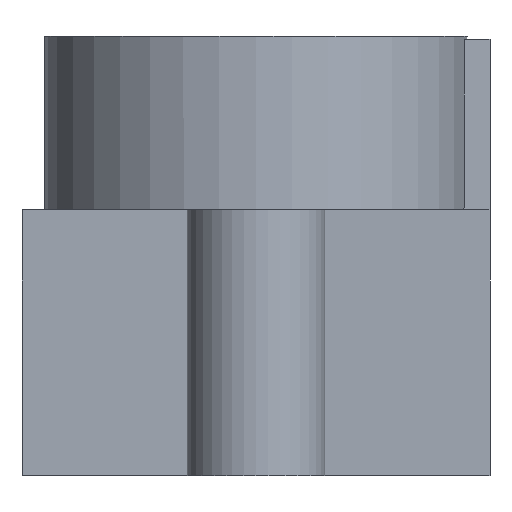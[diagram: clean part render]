
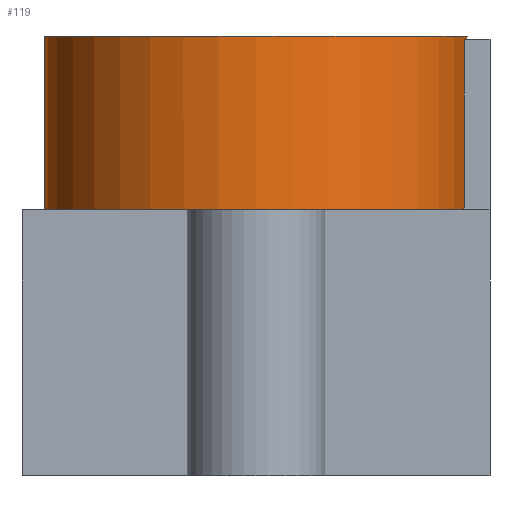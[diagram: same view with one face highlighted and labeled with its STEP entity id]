
A CAD part, left-side view. The second image highlights one B-rep face of the part: STEP entity #119.
In plain terms, the highlighted cylindrical face has radius 7.675 mm (diameter 15.35 mm), a full revolution.
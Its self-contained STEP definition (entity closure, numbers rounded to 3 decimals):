
#119 = ADVANCED_FACE( '', ( #247, #248 ), #249, .T. );
#247 = FACE_OUTER_BOUND( '', #368, .T. );
#248 = FACE_OUTER_BOUND( '', #369, .T. );
#249 = CYLINDRICAL_SURFACE( '', #370, 7.675 );
#368 = EDGE_LOOP( '', ( #653, #654, #655, #656 ) );
#369 = EDGE_LOOP( '', ( #657 ) );
#370 = AXIS2_PLACEMENT_3D( '', #658, #659, #660 );
#653 = ORIENTED_EDGE( '', *, *, #696, .T. );
#654 = ORIENTED_EDGE( '', *, *, #765, .F. );
#655 = ORIENTED_EDGE( '', *, *, #742, .T. );
#656 = ORIENTED_EDGE( '', *, *, #727, .F. );
#657 = ORIENTED_EDGE( '', *, *, #759, .T. );
#658 = CARTESIAN_POINT( '', ( 0., 0., 15.96 ) );
#659 = DIRECTION( '', ( 0., 0., 1. ) );
#660 = DIRECTION( '', ( -1., 0., 0. ) );
#696 = EDGE_CURVE( '', #832, #830, #833, .F. );
#727 = EDGE_CURVE( '', #832, #879, #880, .T. );
#742 = EDGE_CURVE( '', #903, #879, #904, .F. );
#759 = EDGE_CURVE( '', #925, #925, #926, .T. );
#765 = EDGE_CURVE( '', #903, #830, #933, .T. );
#830 = VERTEX_POINT( '', #1021 );
#832 = VERTEX_POINT( '', #1024 );
#833 = ELLIPSE( '', #1025, 322.441, 7.675 );
#879 = VERTEX_POINT( '', #1091 );
#880 = CIRCLE( '', #1092, 7.675 );
#903 = VERTEX_POINT( '', #1125 );
#904 = ELLIPSE( '', #1126, 322.441, 7.675 );
#925 = VERTEX_POINT( '', #1156 );
#926 = CIRCLE( '', #1157, 7.675 );
#933 = CIRCLE( '', #1165, 7.675 );
#1021 = CARTESIAN_POINT( '', ( -1.202, -7.58, 15.86 ) );
#1024 = CARTESIAN_POINT( '', ( -1.35, -7.555, 9.66 ) );
#1025 = AXIS2_PLACEMENT_3D( '', #1230, #1231, #1232 );
#1091 = CARTESIAN_POINT( '', ( 1.35, -7.555, 9.66 ) );
#1092 = AXIS2_PLACEMENT_3D( '', #1262, #1263, #1264 );
#1125 = CARTESIAN_POINT( '', ( 1.202, -7.58, 15.86 ) );
#1126 = AXIS2_PLACEMENT_3D( '', #1281, #1282, #1283 );
#1156 = CARTESIAN_POINT( '', ( 7.675, 0., 15.96 ) );
#1157 = AXIS2_PLACEMENT_3D( '', #1296, #1297, #1298 );
#1165 = AXIS2_PLACEMENT_3D( '', #1303, #1304, #1305 );
#1230 = CARTESIAN_POINT( '', ( 0., 0., 66.36 ) );
#1231 = DIRECTION( '', ( 1., 0., -0.024 ) );
#1232 = DIRECTION( '', ( -0.024, 0., -1. ) );
#1262 = CARTESIAN_POINT( '', ( 0., 0., 9.66 ) );
#1263 = DIRECTION( '', ( 0., 0., -1. ) );
#1264 = DIRECTION( '', ( 1., 0., 0. ) );
#1281 = CARTESIAN_POINT( '', ( 0., 0., 66.36 ) );
#1282 = DIRECTION( '', ( -1., 0., -0.024 ) );
#1283 = DIRECTION( '', ( 0.024, 0., -1. ) );
#1296 = CARTESIAN_POINT( '', ( 0., 0., 15.96 ) );
#1297 = DIRECTION( '', ( 0., 0., -1. ) );
#1298 = DIRECTION( '', ( 1., 0., 0. ) );
#1303 = CARTESIAN_POINT( '', ( 0., 0., 15.86 ) );
#1304 = DIRECTION( '', ( 0., 0., -1. ) );
#1305 = DIRECTION( '', ( 0., 1., 0. ) );
